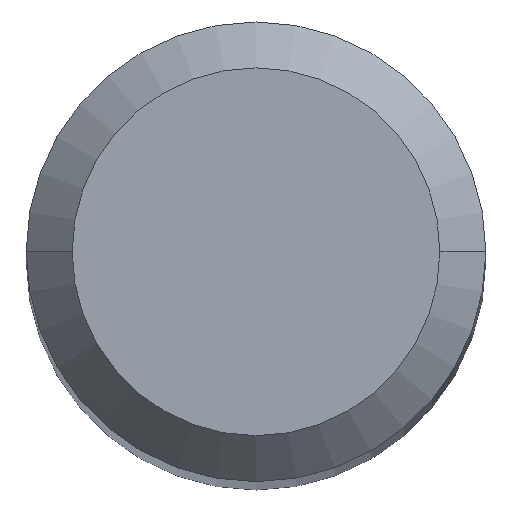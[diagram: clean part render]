
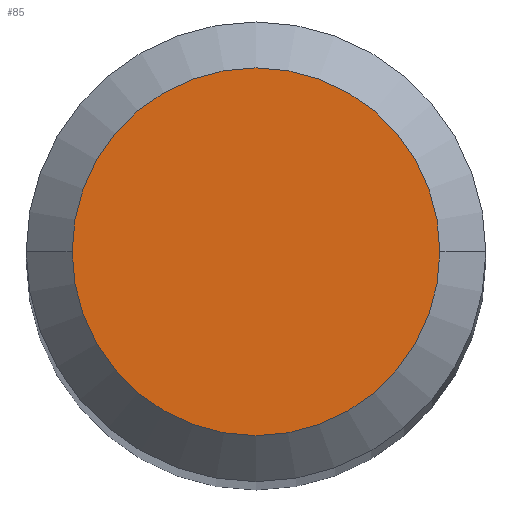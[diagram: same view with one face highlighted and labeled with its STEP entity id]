
A CAD part, top view. The second image highlights one B-rep face of the part: STEP entity #85.
In plain terms, the highlighted planar face has unit normal (0, 0, 1).
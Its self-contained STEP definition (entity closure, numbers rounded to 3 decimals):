
#85=ADVANCED_FACE('',(#116),#117,.T.);
#116=FACE_OUTER_BOUND('',#151,.T.);
#117=PLANE('',#152);
#151=EDGE_LOOP('',(#235,#236));
#152=AXIS2_PLACEMENT_3D('',#237,#238,#239);
#235=ORIENTED_EDGE('',*,*,#276,.F.);
#236=ORIENTED_EDGE('',*,*,#286,.F.);
#237=CARTESIAN_POINT('',(0.0,0.0,0.0));
#238=DIRECTION('',(0.0,0.0,1.0));
#239=DIRECTION('',(-1.0,0.0,0.0));
#276=EDGE_CURVE('',#309,#305,#311,.T.);
#286=EDGE_CURVE('',#305,#309,#325,.T.);
#305=VERTEX_POINT('',#349);
#309=VERTEX_POINT('',#354);
#311=CIRCLE('',#357,1.6);
#325=CIRCLE('',#375,1.6);
#349=CARTESIAN_POINT('',(-1.6,0.,0.0));
#354=CARTESIAN_POINT('',(1.6,0.,0.0));
#357=AXIS2_PLACEMENT_3D('',#407,#408,#409);
#375=AXIS2_PLACEMENT_3D('',#429,#430,#431);
#407=CARTESIAN_POINT('',(0.0,0.0,0.0));
#408=DIRECTION('',(0.0,0.0,-1.0));
#409=DIRECTION('',(-1.0,0.0,0.0));
#429=CARTESIAN_POINT('',(0.0,0.0,0.0));
#430=DIRECTION('',(0.0,0.0,-1.0));
#431=DIRECTION('',(-1.0,0.0,0.0));
